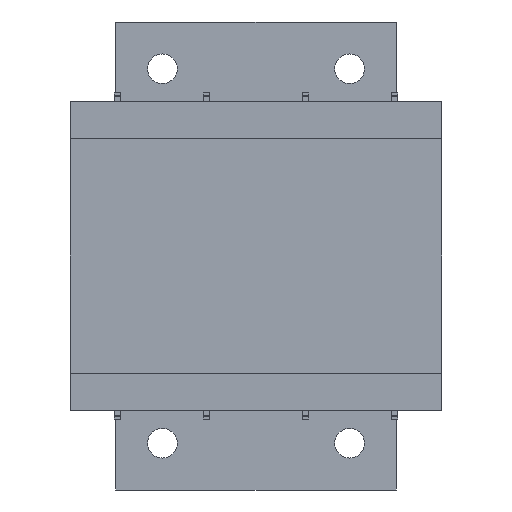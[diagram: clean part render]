
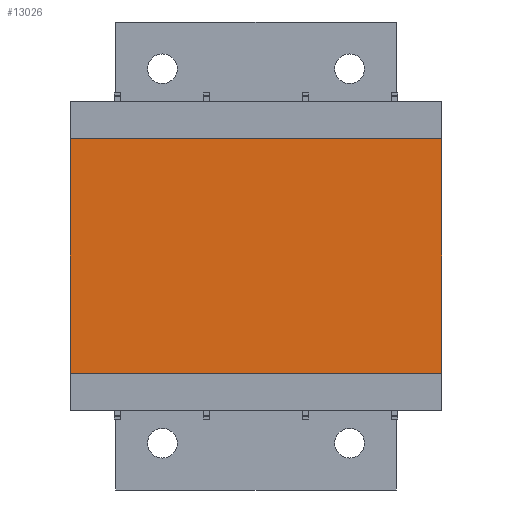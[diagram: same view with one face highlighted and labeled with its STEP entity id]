
A CAD part, front view. The second image highlights one B-rep face of the part: STEP entity #13026.
In plain terms, the highlighted planar face has unit normal (0, -1, 0).
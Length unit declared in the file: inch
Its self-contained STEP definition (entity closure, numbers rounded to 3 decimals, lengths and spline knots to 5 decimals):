
#22 = LINE ( 'NONE', #3688, #18423 ) ;
#388 = VECTOR ( 'NONE', #3083, 39.37008 ) ;
#575 = DIRECTION ( 'NONE',  ( 0., 0., -1. ) ) ;
#912 = EDGE_CURVE ( 'NONE', #10868, #8330, #22, .T. ) ;
#1115 = ORIENTED_EDGE ( 'NONE', *, *, #13513, .F. ) ;
#1501 = VECTOR ( 'NONE', #15147, 39.37008 ) ;
#1701 = CARTESIAN_POINT ( 'NONE',  ( 1.249, -0.6725, 0.79 ) ) ;
#1850 = EDGE_CURVE ( 'NONE', #13495, #15559, #4709, .T. ) ;
#2057 = ORIENTED_EDGE ( 'NONE', *, *, #2556, .F. ) ;
#2123 = ORIENTED_EDGE ( 'NONE', *, *, #1850, .F. ) ;
#2556 = EDGE_CURVE ( 'NONE', #3499, #10635, #8740, .T. ) ;
#2781 = CARTESIAN_POINT ( 'NONE',  ( -1.25, -0.6725, 0.79 ) ) ;
#2895 = DIRECTION ( 'NONE',  ( 1., 0., 0. ) ) ;
#3083 = DIRECTION ( 'NONE',  ( 1., 0., 0. ) ) ;
#3395 = CARTESIAN_POINT ( 'NONE',  ( -1.25, -0.6725, 0.79 ) ) ;
#3475 = VECTOR ( 'NONE', #18460, 39.37008 ) ;
#3499 = VERTEX_POINT ( 'NONE', #10080 ) ;
#3688 = CARTESIAN_POINT ( 'NONE',  ( -1.25, -0.6725, -0.79 ) ) ;
#3728 = DIRECTION ( 'NONE',  ( 1., 0., 0. ) ) ;
#4311 = VECTOR ( 'NONE', #16122, 39.37008 ) ;
#4709 = LINE ( 'NONE', #3395, #388 ) ;
#4814 = CARTESIAN_POINT ( 'NONE',  ( -1.25, -0.6725, -0.79 ) ) ;
#4927 = CARTESIAN_POINT ( 'NONE',  ( -1.249, -0.6725, -0.79 ) ) ;
#5506 = CARTESIAN_POINT ( 'NONE',  ( -1.249, -0.6725, 0.79 ) ) ;
#5930 = CARTESIAN_POINT ( 'NONE',  ( 1.249, -0.6725, -0.79 ) ) ;
#6210 = EDGE_LOOP ( 'NONE', ( #7284, #10770, #17249, #18723, #2123, #1115, #2057, #12984 ) ) ;
#6349 = EDGE_CURVE ( 'NONE', #15910, #7140, #6427, .T. ) ;
#6419 = DIRECTION ( 'NONE',  ( 1., 0., 0. ) ) ;
#6427 = LINE ( 'NONE', #4814, #17101 ) ;
#7140 = VERTEX_POINT ( 'NONE', #4927 ) ;
#7284 = ORIENTED_EDGE ( 'NONE', *, *, #6349, .T. ) ;
#7324 = CARTESIAN_POINT ( 'NONE',  ( -1.25, -0.6725, 0.79 ) ) ;
#7990 = CARTESIAN_POINT ( 'NONE',  ( 1.25, -0.6725, -0.79 ) ) ;
#8135 = CARTESIAN_POINT ( 'NONE',  ( -1.25, -0.6725, 0.79 ) ) ;
#8262 = VECTOR ( 'NONE', #2895, 39.37008 ) ;
#8330 = VERTEX_POINT ( 'NONE', #7990 ) ;
#8466 = CARTESIAN_POINT ( 'NONE',  ( 1.25, -0.6725, 0.79 ) ) ;
#8740 = LINE ( 'NONE', #2781, #8262 ) ;
#9021 = CARTESIAN_POINT ( 'NONE',  ( 1.25, -0.6725, 0.79 ) ) ;
#9692 = LINE ( 'NONE', #7324, #13048 ) ;
#9981 = DIRECTION ( 'NONE',  ( 0., -1., 0. ) ) ;
#10080 = CARTESIAN_POINT ( 'NONE',  ( -1.25, -0.6725, 0.79 ) ) ;
#10577 = CARTESIAN_POINT ( 'NONE',  ( -1.25, -0.6725, -0.79 ) ) ;
#10635 = VERTEX_POINT ( 'NONE', #5506 ) ;
#10770 = ORIENTED_EDGE ( 'NONE', *, *, #15289, .T. ) ;
#10868 = VERTEX_POINT ( 'NONE', #5930 ) ;
#11371 = PLANE ( 'NONE',  #16570 ) ;
#12623 = EDGE_CURVE ( 'NONE', #3499, #15910, #9692, .T. ) ;
#12984 = ORIENTED_EDGE ( 'NONE', *, *, #12623, .T. ) ;
#13026 = ADVANCED_FACE ( 'NONE', ( #17669 ), #11371, .T. ) ;
#13048 = VECTOR ( 'NONE', #18293, 39.37008 ) ;
#13495 = VERTEX_POINT ( 'NONE', #1701 ) ;
#13513 = EDGE_CURVE ( 'NONE', #10635, #13495, #13575, .T. ) ;
#13575 = LINE ( 'NONE', #8135, #1501 ) ;
#14402 = EDGE_CURVE ( 'NONE', #15559, #8330, #14749, .T. ) ;
#14749 = LINE ( 'NONE', #9021, #3475 ) ;
#14821 = CARTESIAN_POINT ( 'NONE',  ( -1.25, -0.6725, -0.79 ) ) ;
#15147 = DIRECTION ( 'NONE',  ( 1., 0., 0. ) ) ;
#15289 = EDGE_CURVE ( 'NONE', #7140, #10868, #15834, .T. ) ;
#15559 = VERTEX_POINT ( 'NONE', #8466 ) ;
#15834 = LINE ( 'NONE', #14821, #4311 ) ;
#15910 = VERTEX_POINT ( 'NONE', #10577 ) ;
#16122 = DIRECTION ( 'NONE',  ( 1., 0., 0. ) ) ;
#16570 = AXIS2_PLACEMENT_3D ( 'NONE', #17993, #9981, #575 ) ;
#17101 = VECTOR ( 'NONE', #6419, 39.37008 ) ;
#17249 = ORIENTED_EDGE ( 'NONE', *, *, #912, .T. ) ;
#17669 = FACE_OUTER_BOUND ( 'NONE', #6210, .T. ) ;
#17993 = CARTESIAN_POINT ( 'NONE',  ( -1.25, -0.6725, 0.79 ) ) ;
#18293 = DIRECTION ( 'NONE',  ( 0., 0., -1. ) ) ;
#18423 = VECTOR ( 'NONE', #3728, 39.37008 ) ;
#18460 = DIRECTION ( 'NONE',  ( 0., 0., -1. ) ) ;
#18723 = ORIENTED_EDGE ( 'NONE', *, *, #14402, .F. ) ;
